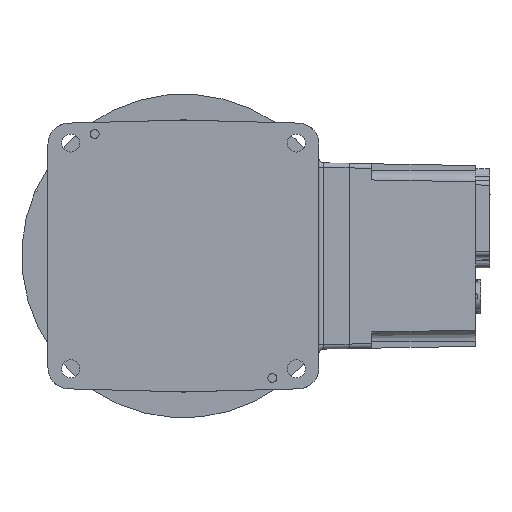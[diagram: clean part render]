
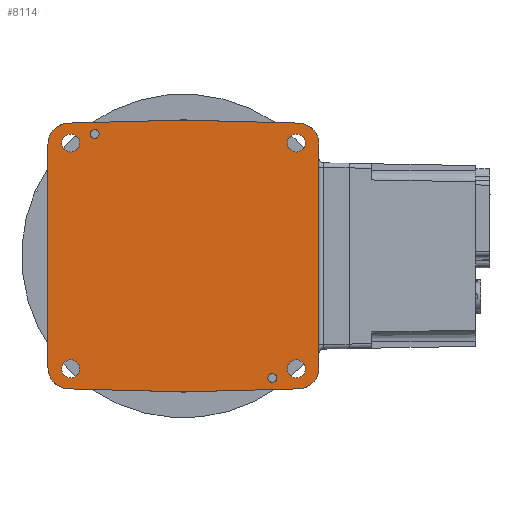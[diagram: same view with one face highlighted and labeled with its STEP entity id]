
A CAD part, front view. The second image highlights one B-rep face of the part: STEP entity #8114.
In plain terms, the highlighted planar face has unit normal (0, -1, 0).
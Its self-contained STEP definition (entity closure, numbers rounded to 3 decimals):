
#228=FACE_BOUND('',#1611,.T.);
#229=FACE_BOUND('',#1612,.T.);
#230=FACE_BOUND('',#1613,.T.);
#231=FACE_BOUND('',#1614,.T.);
#232=FACE_BOUND('',#1615,.T.);
#233=FACE_BOUND('',#1616,.T.);
#666=PLANE('',#8926);
#1101=FACE_OUTER_BOUND('',#1610,.T.);
#1610=EDGE_LOOP('',(#7300,#7301,#7302,#7303,#7304,#7305,#7306,#7307,#7308,
#7309));
#1611=EDGE_LOOP('',(#7310));
#1612=EDGE_LOOP('',(#7311));
#1613=EDGE_LOOP('',(#7312));
#1614=EDGE_LOOP('',(#7313));
#1615=EDGE_LOOP('',(#7314));
#1616=EDGE_LOOP('',(#7315));
#2206=LINE('',#18285,#2800);
#2208=LINE('',#18330,#2802);
#2212=LINE('',#18377,#2806);
#2238=LINE('',#19505,#2832);
#2240=LINE('',#19510,#2834);
#2241=LINE('',#19515,#2835);
#2800=VECTOR('',#10951,1000.);
#2802=VECTOR('',#10955,1000.);
#2806=VECTOR('',#10961,1000.);
#2832=VECTOR('',#11049,1000.);
#2834=VECTOR('',#11053,1000.);
#2835=VECTOR('',#11060,1000.);
#3100=CIRCLE('',#8818,3.);
#3103=CIRCLE('',#8829,3.);
#3106=CIRCLE('',#8838,6.);
#3108=CIRCLE('',#8841,6.);
#3110=CIRCLE('',#8844,6.);
#3112=CIRCLE('',#8847,6.);
#3160=CIRCLE('',#8927,14.);
#3161=CIRCLE('',#8928,14.);
#3162=CIRCLE('',#8929,14.);
#3163=CIRCLE('',#8930,14.);
#3809=VERTEX_POINT('',#15192);
#3823=VERTEX_POINT('',#15262);
#3833=VERTEX_POINT('',#15312);
#3835=VERTEX_POINT('',#15318);
#3837=VERTEX_POINT('',#15324);
#3839=VERTEX_POINT('',#15330);
#3884=VERTEX_POINT('',#18282);
#3885=VERTEX_POINT('',#18284);
#3886=VERTEX_POINT('',#18328);
#3887=VERTEX_POINT('',#18329);
#3888=VERTEX_POINT('',#18374);
#3889=VERTEX_POINT('',#18376);
#3917=VERTEX_POINT('',#19504);
#3918=VERTEX_POINT('',#19508);
#3919=VERTEX_POINT('',#19509);
#3920=VERTEX_POINT('',#19514);
#4887=EDGE_CURVE('',#3809,#3809,#3100,.T.);
#4904=EDGE_CURVE('',#3823,#3823,#3103,.T.);
#4917=EDGE_CURVE('',#3833,#3833,#3106,.T.);
#4920=EDGE_CURVE('',#3835,#3835,#3108,.T.);
#4923=EDGE_CURVE('',#3837,#3837,#3110,.T.);
#4926=EDGE_CURVE('',#3839,#3839,#3112,.T.);
#5010=EDGE_CURVE('',#3884,#3885,#2206,.T.);
#5013=EDGE_CURVE('',#3886,#3887,#2208,.T.);
#5018=EDGE_CURVE('',#3888,#3889,#2212,.T.);
#5069=EDGE_CURVE('',#3885,#3917,#2238,.T.);
#5071=EDGE_CURVE('',#3918,#3919,#2240,.T.);
#5072=EDGE_CURVE('',#3917,#3918,#3160,.T.);
#5073=EDGE_CURVE('',#3886,#3884,#3161,.T.);
#5074=EDGE_CURVE('',#3889,#3887,#3162,.T.);
#5075=EDGE_CURVE('',#3920,#3888,#2241,.T.);
#5076=EDGE_CURVE('',#3919,#3920,#3163,.T.);
#7300=ORIENTED_EDGE('',*,*,#5071,.F.);
#7301=ORIENTED_EDGE('',*,*,#5072,.F.);
#7302=ORIENTED_EDGE('',*,*,#5069,.F.);
#7303=ORIENTED_EDGE('',*,*,#5010,.F.);
#7304=ORIENTED_EDGE('',*,*,#5073,.F.);
#7305=ORIENTED_EDGE('',*,*,#5013,.T.);
#7306=ORIENTED_EDGE('',*,*,#5074,.F.);
#7307=ORIENTED_EDGE('',*,*,#5018,.F.);
#7308=ORIENTED_EDGE('',*,*,#5075,.F.);
#7309=ORIENTED_EDGE('',*,*,#5076,.F.);
#7310=ORIENTED_EDGE('',*,*,#4887,.T.);
#7311=ORIENTED_EDGE('',*,*,#4917,.F.);
#7312=ORIENTED_EDGE('',*,*,#4920,.F.);
#7313=ORIENTED_EDGE('',*,*,#4923,.F.);
#7314=ORIENTED_EDGE('',*,*,#4926,.F.);
#7315=ORIENTED_EDGE('',*,*,#4904,.F.);
#8114=ADVANCED_FACE('',(#1101,#228,#229,#230,#231,#232,#233),#666,.F.);
#8818=AXIS2_PLACEMENT_3D('',#15193,#10780,#10781);
#8829=AXIS2_PLACEMENT_3D('',#15263,#10805,#10806);
#8838=AXIS2_PLACEMENT_3D('',#15313,#10826,#10827);
#8841=AXIS2_PLACEMENT_3D('',#15319,#10833,#10834);
#8844=AXIS2_PLACEMENT_3D('',#15325,#10840,#10841);
#8847=AXIS2_PLACEMENT_3D('',#15331,#10847,#10848);
#8926=AXIS2_PLACEMENT_3D('',#19507,#11051,#11052);
#8927=AXIS2_PLACEMENT_3D('',#19511,#11054,#11055);
#8928=AXIS2_PLACEMENT_3D('',#19512,#11056,#11057);
#8929=AXIS2_PLACEMENT_3D('',#19513,#11058,#11059);
#8930=AXIS2_PLACEMENT_3D('',#19516,#11061,#11062);
#10780=DIRECTION('center_axis',(0.,1.,0.));
#10781=DIRECTION('ref_axis',(0.,0.,1.));
#10805=DIRECTION('center_axis',(0.,-1.,0.));
#10806=DIRECTION('ref_axis',(0.,0.,1.));
#10826=DIRECTION('center_axis',(0.,-1.,0.));
#10827=DIRECTION('ref_axis',(0.,0.,1.));
#10833=DIRECTION('center_axis',(0.,-1.,0.));
#10834=DIRECTION('ref_axis',(0.,0.,1.));
#10840=DIRECTION('center_axis',(0.,-1.,0.));
#10841=DIRECTION('ref_axis',(0.,0.,1.));
#10847=DIRECTION('center_axis',(0.,-1.,0.));
#10848=DIRECTION('ref_axis',(0.,0.,1.));
#10951=DIRECTION('',(1.,0.,0.026));
#10955=DIRECTION('',(0.,0.,-1.));
#10961=DIRECTION('',(-1.,0.,0.026));
#11049=DIRECTION('',(1.,0.,-0.026));
#11051=DIRECTION('center_axis',(0.,1.,0.));
#11052=DIRECTION('ref_axis',(-1.,0.,0.));
#11053=DIRECTION('',(0.,0.,-1.));
#11054=DIRECTION('center_axis',(0.,1.,0.));
#11055=DIRECTION('ref_axis',(0.,0.,-1.));
#11056=DIRECTION('center_axis',(0.,1.,0.));
#11057=DIRECTION('ref_axis',(0.,0.,-1.));
#11058=DIRECTION('center_axis',(0.,1.,0.));
#11059=DIRECTION('ref_axis',(0.,0.,-1.));
#11060=DIRECTION('',(-1.,0.,-0.026));
#11061=DIRECTION('center_axis',(0.,1.,0.));
#11062=DIRECTION('ref_axis',(0.,0.,-1.));
#15192=CARTESIAN_POINT('',(-71.215,-12.215,777.787));
#15193=CARTESIAN_POINT('Origin',(-71.215,-12.215,780.787));
#15262=CARTESIAN_POINT('',(46.785,-12.215,615.787));
#15263=CARTESIAN_POINT('Origin',(46.785,-12.215,618.787));
#15312=CARTESIAN_POINT('',(-87.215,-12.215,768.787));
#15313=CARTESIAN_POINT('Origin',(-87.215,-12.215,774.787));
#15318=CARTESIAN_POINT('',(-87.215,-12.215,618.787));
#15319=CARTESIAN_POINT('Origin',(-87.215,-12.215,624.787));
#15324=CARTESIAN_POINT('',(62.785,-12.215,618.787));
#15325=CARTESIAN_POINT('Origin',(62.785,-12.215,624.787));
#15330=CARTESIAN_POINT('',(62.785,-12.215,768.787));
#15331=CARTESIAN_POINT('Origin',(62.785,-12.215,774.787));
#18282=CARTESIAN_POINT('',(-88.581,-12.215,788.049));
#18284=CARTESIAN_POINT('',(-12.215,-12.215,790.049));
#18285=CARTESIAN_POINT('',(-22.215,-12.215,789.787));
#18328=CARTESIAN_POINT('',(-102.215,-12.215,774.054));
#18329=CARTESIAN_POINT('',(-102.215,-12.215,625.52));
#18330=CARTESIAN_POINT('',(-102.215,-12.215,609.787));
#18374=CARTESIAN_POINT('',(-12.215,-12.215,609.525));
#18376=CARTESIAN_POINT('',(-88.581,-12.215,611.525));
#18377=CARTESIAN_POINT('',(-22.215,-12.215,609.787));
#19504=CARTESIAN_POINT('',(64.152,-12.215,788.049));
#19505=CARTESIAN_POINT('',(-2.215,-12.215,789.787));
#19507=CARTESIAN_POINT('Origin',(-12.215,-12.215,699.787));
#19508=CARTESIAN_POINT('',(77.785,-12.215,774.054));
#19509=CARTESIAN_POINT('',(77.785,-12.215,625.52));
#19510=CARTESIAN_POINT('',(77.785,-12.215,699.787));
#19511=CARTESIAN_POINT('Origin',(63.785,-12.215,774.054));
#19512=CARTESIAN_POINT('Origin',(-88.215,-12.215,774.054));
#19513=CARTESIAN_POINT('Origin',(-88.215,-12.215,625.52));
#19514=CARTESIAN_POINT('',(64.152,-12.215,611.525));
#19515=CARTESIAN_POINT('',(64.152,-12.215,611.525));
#19516=CARTESIAN_POINT('Origin',(63.785,-12.215,625.52));
